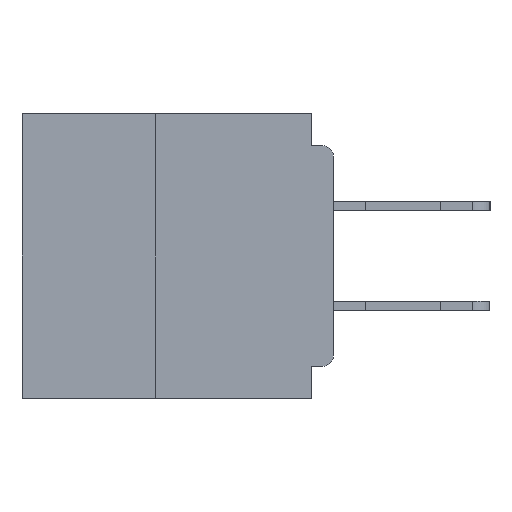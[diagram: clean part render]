
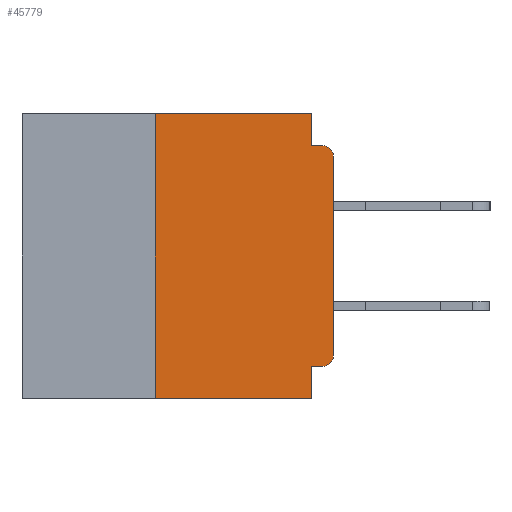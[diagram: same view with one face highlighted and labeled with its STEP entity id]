
A CAD part, left-side view. The second image highlights one B-rep face of the part: STEP entity #45779.
In plain terms, the highlighted planar face has unit normal (-1, 0, 0).
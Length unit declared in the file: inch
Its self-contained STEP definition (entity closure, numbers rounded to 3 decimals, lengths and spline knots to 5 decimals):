
#626 = ORIENTED_EDGE ( 'NONE', *, *, #46034, .T. ) ;
#731 = CIRCLE ( 'NONE', #51034, 0.015 ) ;
#1370 = ORIENTED_EDGE ( 'NONE', *, *, #28525, .F. ) ;
#1417 = FACE_OUTER_BOUND ( 'NONE', #39961, .T. ) ;
#1436 = CARTESIAN_POINT ( 'NONE',  ( 0., 0., -0.34 ) ) ;
#2479 = ORIENTED_EDGE ( 'NONE', *, *, #12002, .T. ) ;
#3672 = ORIENTED_EDGE ( 'NONE', *, *, #12224, .T. ) ;
#3729 = VECTOR ( 'NONE', #13190, 39.37008 ) ;
#3854 = VERTEX_POINT ( 'NONE', #33628 ) ;
#3964 = VERTEX_POINT ( 'NONE', #20799 ) ;
#4844 = VERTEX_POINT ( 'NONE', #34188 ) ;
#5961 = DIRECTION ( 'NONE',  ( -1., 0., 0. ) ) ;
#7847 = CARTESIAN_POINT ( 'NONE',  ( 0., 0., -0.355 ) ) ;
#8634 = LINE ( 'NONE', #18190, #29670 ) ;
#8962 = CARTESIAN_POINT ( 'NONE',  ( 0., 0.031, 0. ) ) ;
#9537 = CARTESIAN_POINT ( 'NONE',  ( 0., 0.031, -0.4 ) ) ;
#10982 = VECTOR ( 'NONE', #32529, 39.37008 ) ;
#11458 = CARTESIAN_POINT ( 'NONE',  ( 0., 0.437, 0. ) ) ;
#11808 = VERTEX_POINT ( 'NONE', #53567 ) ;
#12002 = EDGE_CURVE ( 'NONE', #31224, #3854, #36083, .T. ) ;
#12080 = VECTOR ( 'NONE', #41460, 39.37008 ) ;
#12224 = EDGE_CURVE ( 'NONE', #4844, #31224, #15738, .T. ) ;
#12293 = LINE ( 'NONE', #11458, #10982 ) ;
#12984 = CARTESIAN_POINT ( 'NONE',  ( 0., 0., 0. ) ) ;
#13190 = DIRECTION ( 'NONE',  ( 0., 0., -1. ) ) ;
#13584 = CARTESIAN_POINT ( 'NONE',  ( 0., 0.031, -0.355 ) ) ;
#15186 = CARTESIAN_POINT ( 'NONE',  ( 0., 0.015, -0.045 ) ) ;
#15738 = CIRCLE ( 'NONE', #29658, 0.015 ) ;
#16260 = LINE ( 'NONE', #49688, #27433 ) ;
#17966 = ORIENTED_EDGE ( 'NONE', *, *, #46291, .F. ) ;
#18190 = CARTESIAN_POINT ( 'NONE',  ( 0., 0.25, -0.4 ) ) ;
#18237 = VECTOR ( 'NONE', #33478, 39.37008 ) ;
#19172 = DIRECTION ( 'NONE',  ( 1., 0., 0. ) ) ;
#19368 = VERTEX_POINT ( 'NONE', #36101 ) ;
#19945 = ORIENTED_EDGE ( 'NONE', *, *, #43466, .T. ) ;
#20376 = DIRECTION ( 'NONE',  ( 0., -1., 0. ) ) ;
#20597 = CARTESIAN_POINT ( 'NONE',  ( 0., 0.015, -0.06 ) ) ;
#20786 = VECTOR ( 'NONE', #38902, 39.37008 ) ;
#20799 = CARTESIAN_POINT ( 'NONE',  ( 0., 0.25, 0. ) ) ;
#22579 = CARTESIAN_POINT ( 'NONE',  ( 0., 0.031, -0.045 ) ) ;
#23146 = ORIENTED_EDGE ( 'NONE', *, *, #52357, .F. ) ;
#23325 = LINE ( 'NONE', #7847, #12080 ) ;
#24812 = DIRECTION ( 'NONE',  ( 0., 0., -1. ) ) ;
#25728 = AXIS2_PLACEMENT_3D ( 'NONE', #40026, #19172, #48493 ) ;
#27433 = VECTOR ( 'NONE', #20376, 39.37008 ) ;
#28406 = CARTESIAN_POINT ( 'NONE',  ( 0., 0.031, -0.4 ) ) ;
#28525 = EDGE_CURVE ( 'NONE', #3964, #19368, #12293, .T. ) ;
#29284 = CARTESIAN_POINT ( 'NONE',  ( 0., 0.437, -0.4 ) ) ;
#29396 = EDGE_CURVE ( 'NONE', #42424, #41878, #43076, .T. ) ;
#29658 = AXIS2_PLACEMENT_3D ( 'NONE', #31118, #5961, #35354 ) ;
#29670 = VECTOR ( 'NONE', #51732, 39.37008 ) ;
#31118 = CARTESIAN_POINT ( 'NONE',  ( 0., 0.015, -0.34 ) ) ;
#31224 = VERTEX_POINT ( 'NONE', #1436 ) ;
#32529 = DIRECTION ( 'NONE',  ( 0., -1., 0. ) ) ;
#33478 = DIRECTION ( 'NONE',  ( 0., -1., 0. ) ) ;
#33628 = CARTESIAN_POINT ( 'NONE',  ( 0., 0., -0.06 ) ) ;
#34188 = CARTESIAN_POINT ( 'NONE',  ( 0., 0.015, -0.355 ) ) ;
#35354 = DIRECTION ( 'NONE',  ( 0., 0., -1. ) ) ;
#35793 = PLANE ( 'NONE',  #25728 ) ;
#36083 = LINE ( 'NONE', #12984, #45962 ) ;
#36101 = CARTESIAN_POINT ( 'NONE',  ( 0., 0.031, 0. ) ) ;
#36510 = EDGE_CURVE ( 'NONE', #4844, #42424, #23325, .T. ) ;
#36833 = VERTEX_POINT ( 'NONE', #22579 ) ;
#37296 = LINE ( 'NONE', #8962, #3729 ) ;
#38789 = VERTEX_POINT ( 'NONE', #15186 ) ;
#38902 = DIRECTION ( 'NONE',  ( 0., 0., -1. ) ) ;
#39961 = EDGE_LOOP ( 'NONE', ( #2479, #626, #23146, #46300, #1370, #17966, #19945, #52666, #52762, #3672 ) ) ;
#40026 = CARTESIAN_POINT ( 'NONE',  ( 0., 0.437, 0. ) ) ;
#41460 = DIRECTION ( 'NONE',  ( 0., 1., 0. ) ) ;
#41878 = VERTEX_POINT ( 'NONE', #28406 ) ;
#42373 = DIRECTION ( 'NONE',  ( 0., 0., 1. ) ) ;
#42424 = VERTEX_POINT ( 'NONE', #13584 ) ;
#43076 = LINE ( 'NONE', #9537, #20786 ) ;
#43466 = EDGE_CURVE ( 'NONE', #11808, #41878, #51691, .T. ) ;
#45779 = ADVANCED_FACE ( 'NONE', ( #1417 ), #35793, .F. ) ;
#45962 = VECTOR ( 'NONE', #42373, 39.37008 ) ;
#46034 = EDGE_CURVE ( 'NONE', #3854, #38789, #731, .T. ) ;
#46291 = EDGE_CURVE ( 'NONE', #11808, #3964, #8634, .T. ) ;
#46300 = ORIENTED_EDGE ( 'NONE', *, *, #51905, .F. ) ;
#48493 = DIRECTION ( 'NONE',  ( 0., 0., -1. ) ) ;
#49688 = CARTESIAN_POINT ( 'NONE',  ( 0., 0., -0.045 ) ) ;
#49937 = DIRECTION ( 'NONE',  ( -1., 0., 0. ) ) ;
#51034 = AXIS2_PLACEMENT_3D ( 'NONE', #20597, #49937, #24812 ) ;
#51691 = LINE ( 'NONE', #29284, #18237 ) ;
#51732 = DIRECTION ( 'NONE',  ( 0., 0., 1. ) ) ;
#51905 = EDGE_CURVE ( 'NONE', #19368, #36833, #37296, .T. ) ;
#52357 = EDGE_CURVE ( 'NONE', #36833, #38789, #16260, .T. ) ;
#52666 = ORIENTED_EDGE ( 'NONE', *, *, #29396, .F. ) ;
#52762 = ORIENTED_EDGE ( 'NONE', *, *, #36510, .F. ) ;
#53567 = CARTESIAN_POINT ( 'NONE',  ( 0., 0.25, -0.4 ) ) ;
